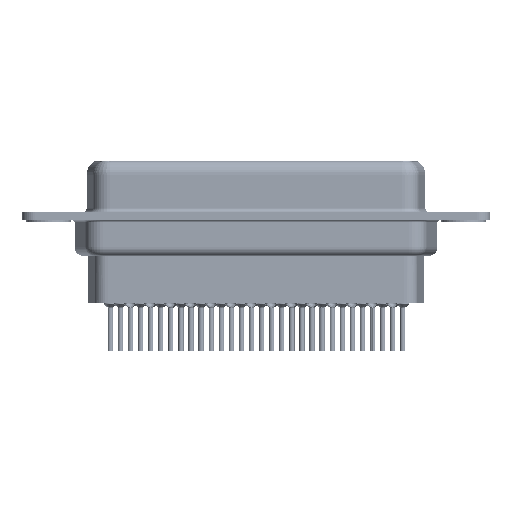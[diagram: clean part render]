
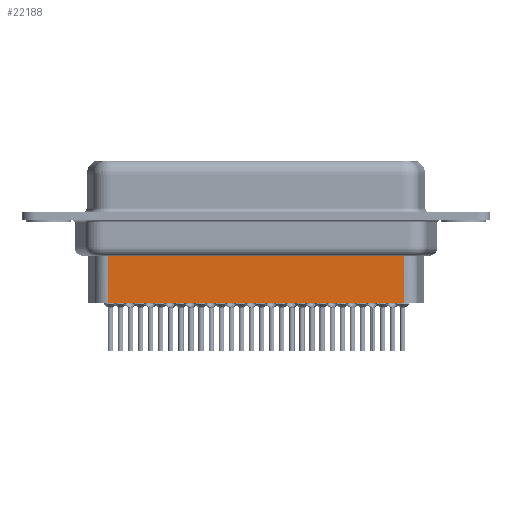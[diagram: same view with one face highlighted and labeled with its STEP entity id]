
A CAD part, front view. The second image highlights one B-rep face of the part: STEP entity #22188.
In plain terms, the highlighted planar face has unit normal (0, -1, 0).
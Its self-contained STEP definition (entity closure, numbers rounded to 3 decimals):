
#422 = CARTESIAN_POINT ( 'NONE',  ( 6.454, -3.5, -4.097 ) ) ;
#3094 = EDGE_LOOP ( 'NONE', ( #23307, #15158, #18851, #8133 ) ) ;
#3190 = CARTESIAN_POINT ( 'NONE',  ( 40.339, -3.5, -9.85 ) ) ;
#3946 = PLANE ( 'NONE',  #27507 ) ;
#4794 = VECTOR ( 'NONE', #32324, 1000. ) ;
#5366 = DIRECTION ( 'NONE',  ( 0., 0., -1. ) ) ;
#6186 = VERTEX_POINT ( 'NONE', #24520 ) ;
#6248 = CARTESIAN_POINT ( 'NONE',  ( 6.701, -3.5, -9.85 ) ) ;
#7933 = DIRECTION ( 'NONE',  ( 1., 0., 0. ) ) ;
#8133 = ORIENTED_EDGE ( 'NONE', *, *, #31556, .F. ) ;
#10152 = EDGE_CURVE ( 'NONE', #6186, #23256, #19589, .T. ) ;
#11826 = DIRECTION ( 'NONE',  ( -1., 0., 0. ) ) ;
#12962 = DIRECTION ( 'NONE',  ( 0., -1., 0. ) ) ;
#13150 = VERTEX_POINT ( 'NONE', #28020 ) ;
#13819 = DIRECTION ( 'NONE',  ( 0., 0., -1. ) ) ;
#14279 = VECTOR ( 'NONE', #13819, 1000. ) ;
#15158 = ORIENTED_EDGE ( 'NONE', *, *, #22399, .T. ) ;
#16283 = VERTEX_POINT ( 'NONE', #25889 ) ;
#18241 = VECTOR ( 'NONE', #5366, 1000. ) ;
#18851 = ORIENTED_EDGE ( 'NONE', *, *, #21582, .T. ) ;
#19589 = LINE ( 'NONE', #25170, #14279 ) ;
#20406 = VECTOR ( 'NONE', #11826, 1000. ) ;
#21582 = EDGE_CURVE ( 'NONE', #13150, #16283, #31322, .T. ) ;
#22188 = ADVANCED_FACE ( 'NONE', ( #35897 ), #3946, .T. ) ;
#22399 = EDGE_CURVE ( 'NONE', #6186, #13150, #24431, .T. ) ;
#23256 = VERTEX_POINT ( 'NONE', #3190 ) ;
#23307 = ORIENTED_EDGE ( 'NONE', *, *, #10152, .F. ) ;
#24431 = LINE ( 'NONE', #422, #4794 ) ;
#24520 = CARTESIAN_POINT ( 'NONE',  ( 40.339, -3.5, -4.097 ) ) ;
#25170 = CARTESIAN_POINT ( 'NONE',  ( 40.339, -3.5, -3.1 ) ) ;
#25889 = CARTESIAN_POINT ( 'NONE',  ( 6.701, -3.5, -9.85 ) ) ;
#27507 = AXIS2_PLACEMENT_3D ( 'NONE', #28291, #12962, #7933 ) ;
#28020 = CARTESIAN_POINT ( 'NONE',  ( 6.701, -3.5, -4.097 ) ) ;
#28291 = CARTESIAN_POINT ( 'NONE',  ( 6.701, -3.5, -3.1 ) ) ;
#31322 = LINE ( 'NONE', #31702, #18241 ) ;
#31556 = EDGE_CURVE ( 'NONE', #23256, #16283, #35299, .T. ) ;
#31702 = CARTESIAN_POINT ( 'NONE',  ( 6.701, -3.5, -3.1 ) ) ;
#32324 = DIRECTION ( 'NONE',  ( -1., 0., 0. ) ) ;
#35299 = LINE ( 'NONE', #6248, #20406 ) ;
#35897 = FACE_OUTER_BOUND ( 'NONE', #3094, .T. ) ;
